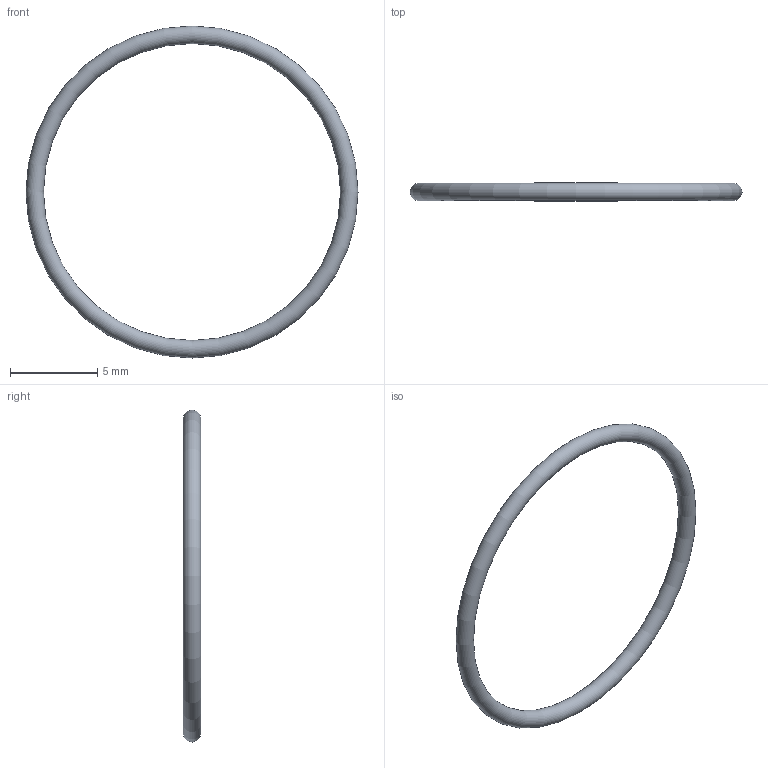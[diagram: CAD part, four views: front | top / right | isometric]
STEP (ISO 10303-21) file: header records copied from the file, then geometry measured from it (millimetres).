
FILE_DESCRIPTION( ( 'STEP AP214' ), '1' );
FILE_NAME( 'K0367.19.stp', '2020-12-03T15:16:34', ( '' ), ( '' ), ' ', 'PARTsolutions', ' ' );
FILE_SCHEMA( ( 'AUTOMOTIVE_DESIGN { 1 0 10303 214 1 1 1 1 }' ) );
Length unit declared in the file: millimetre
Products named in the file (1): _K0367.19
Bounding box: 19 x 1 x 19 mm (x, y, z)
Volume: 44.4 mm3; surface area: 177.7 mm2
Topology: 1 solids, 1 shells, 1 faces, 2 edges, 1 vertices
Faces by surface type: torus 1
Entity records: 42 total; most frequent: DIRECTION 4, CARTESIAN_POINT 3, AXIS2_PLACEMENT_3D 2, DIMENSIONAL_EXPONENTS 2, MECHANICAL_DESIGN_GEOMETRIC_PRESENTATION_REPRESENTATION 1, PRODUCT_DEFINITION_CONTEXT 1, APPLICATION_PROTOCOL_DEFINITION 1, PRODUCT_CATEGORY_RELATIONSHIP 1
